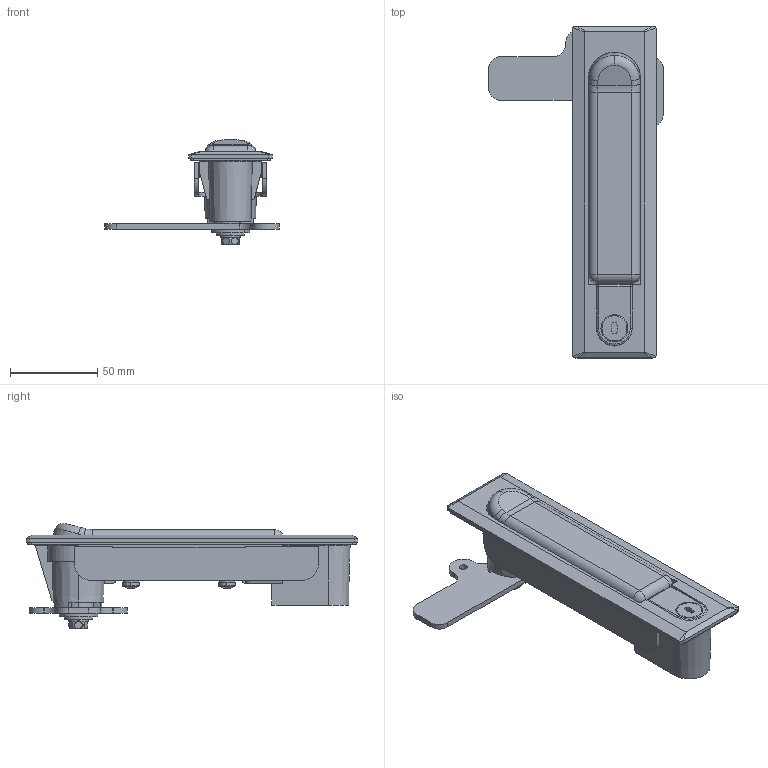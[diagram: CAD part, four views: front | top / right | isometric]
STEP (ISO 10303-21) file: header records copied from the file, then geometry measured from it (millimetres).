
FILE_DESCRIPTION (( 'STEP AP203' ), '1' );
FILE_NAME ('A-480-A-1.STEP', '2021-11-08T02:24:01', ( '' ), ( '' ), 'SwSTEP 2.0', 'SolidWorks 2018', '' );
FILE_SCHEMA (( 'CONFIG_CONTROL_DESIGN' ));
Length unit declared in the file: millimetre
Products named in the file (17): スプリングワッシャーM6_JIS B 1251 No.2 6; スプリングワッシャーM5_JIS B 1251 No.2 5; A-480-A-1; A-480パッキン; A-480ハンドル_公; A-480回転軸_公; 暯儚僢僔儍乕M6暲娵_M6-冇16亊冇6.3亊t1.6; 廫帤寠晅側傋偹偠M5_M5亊12; A-480ストッパー; A-480本体_公; A-480止め板; 廫帤寠晅偒榋妏儃儖僩M6_M6亊18; 仩10僗儁乕僒乕_冇22亊仩10亊t2.0; A-480-A儘乕僞乕働乕僗; copy_R0220_公開用; AC-25-E-1,-2_AC-25-E-1; A-480-1ƒnƒ“ƒhƒ‹ƒVƒƒƒtƒg
Assembly tree (18 placements, depth 2):
  A-480-A-1
    A-480本体_公
    A-480パッキン
    A-480止め板
    A-480ハンドル_公
    仩10僗儁乕僒乕_冇22亊仩10亊t2.0
    暯儚僢僔儍乕M6暲娵_M6-冇16亊冇6.3亊t1.6
    廫帤寠晅偒榋妏儃儖僩M6_M6亊18
    スプリングワッシャーM6_JIS B 1251 No.2 6
    AC-25-E-1,-2_AC-25-E-1
    廫帤寠晅側傋偹偠M5_M5亊12  x2
    スプリングワッシャーM5_JIS B 1251 No.2 5  x2
    A-480-1ƒnƒ“ƒhƒ‹ƒVƒƒƒtƒg
    A-480回転軸_公
    A-480ストッパー
    A-480-A儘乕僞乕働乕僗
    copy_R0220_公開用
Bounding box: 100 x 190 x 60.19 mm (x, y, z)
Volume: 157247.1 mm3; surface area: 98992.5 mm2
Topology: 18 solids, 18 shells, 520 faces, 1327 edges, 848 vertices
Faces by surface type: plane 311, cylinder 154, torus 22, sphere 14, bspline 12, cone 7
Entity records: 17720 total; most frequent: CARTESIAN_POINT 3825, DIRECTION 2554, ORIENTED_EDGE 2494, EDGE_CURVE 1247, AXIS2_PLACEMENT_3D 897, VERTEX_POINT 802, VECTOR 760, LINE 760
